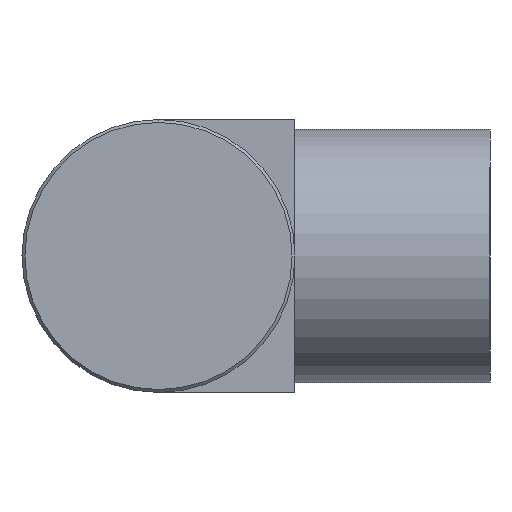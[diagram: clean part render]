
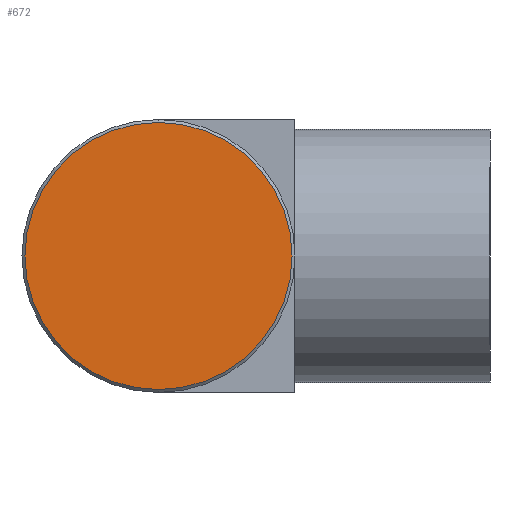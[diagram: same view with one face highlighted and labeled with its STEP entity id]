
A CAD part, left-side view. The second image highlights one B-rep face of the part: STEP entity #672.
In plain terms, the highlighted planar face has unit normal (-1, 0, 0).
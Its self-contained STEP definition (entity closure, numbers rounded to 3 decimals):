
#5 = CIRCLE ( 'NONE', #351, 13.7 ) ;
#174 = CARTESIAN_POINT ( 'NONE',  ( 0., 0., 13.7 ) ) ;
#235 = ORIENTED_EDGE ( 'NONE', *, *, #666, .T. ) ;
#242 = DIRECTION ( 'NONE',  ( -1., 0., 0. ) ) ;
#333 = DIRECTION ( 'NONE',  ( 0., 0., 1. ) ) ;
#351 = AXIS2_PLACEMENT_3D ( 'NONE', #773, #242, #333 ) ;
#358 = EDGE_CURVE ( 'NONE', #1031, #821, #5, .T. ) ;
#422 = PLANE ( 'NONE',  #815 ) ;
#522 = CARTESIAN_POINT ( 'NONE',  ( 0., 0., 0. ) ) ;
#550 = AXIS2_PLACEMENT_3D ( 'NONE', #927, #943, #1039 ) ;
#666 = EDGE_CURVE ( 'NONE', #821, #1031, #753, .T. ) ;
#672 = ADVANCED_FACE ( 'NONE', ( #941 ), #422, .F. ) ;
#688 = DIRECTION ( 'NONE',  ( 0., 0., -1. ) ) ;
#753 = CIRCLE ( 'NONE', #550, 13.7 ) ;
#762 = ORIENTED_EDGE ( 'NONE', *, *, #358, .T. ) ;
#773 = CARTESIAN_POINT ( 'NONE',  ( 0., 0., 0. ) ) ;
#815 = AXIS2_PLACEMENT_3D ( 'NONE', #522, #1032, #688 ) ;
#817 = CARTESIAN_POINT ( 'NONE',  ( 0., 0., -13.7 ) ) ;
#821 = VERTEX_POINT ( 'NONE', #174 ) ;
#927 = CARTESIAN_POINT ( 'NONE',  ( 0., 0., 0. ) ) ;
#941 = FACE_OUTER_BOUND ( 'NONE', #1081, .T. ) ;
#943 = DIRECTION ( 'NONE',  ( -1., 0., 0. ) ) ;
#1031 = VERTEX_POINT ( 'NONE', #817 ) ;
#1032 = DIRECTION ( 'NONE',  ( 1., 0., 0. ) ) ;
#1039 = DIRECTION ( 'NONE',  ( 0., 0., 1. ) ) ;
#1081 = EDGE_LOOP ( 'NONE', ( #762, #235 ) ) ;
